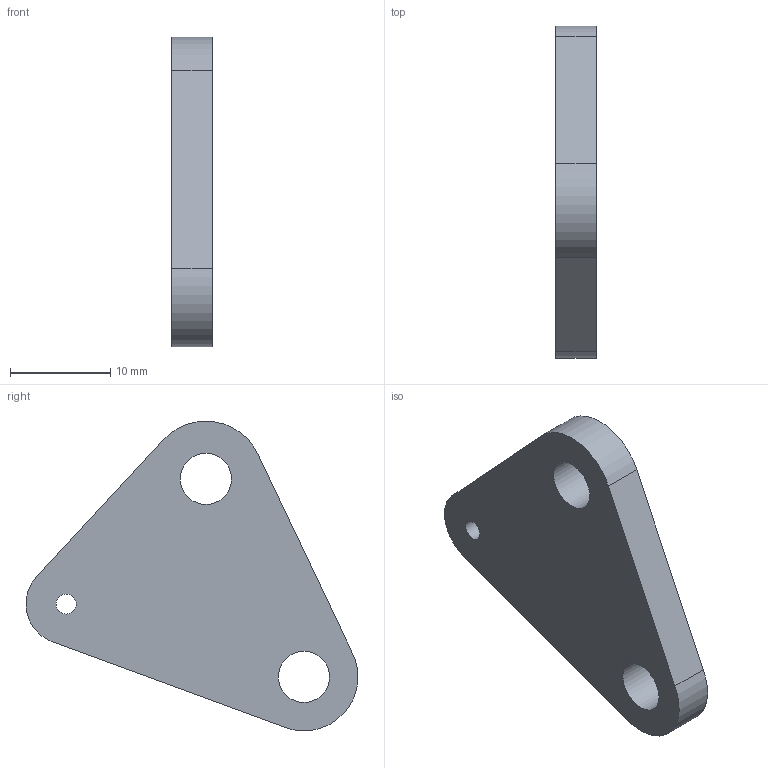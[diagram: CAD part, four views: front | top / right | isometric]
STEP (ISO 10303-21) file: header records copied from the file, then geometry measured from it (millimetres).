
FILE_DESCRIPTION(/* description */ (''),/* implementation_level */ '2;1');
FILE_NAME(/* name */ 'Kauri modular camera mount HDzero micro v1.stp',/* time_stamp */ '2022-05-06T10:51:34-06:00',/* author */ ('Steven'),/* organization */ (''),/* preprocessor_version */ 'ST-DEVELOPER v18',/* originating_system */ 'Autodesk Inventor 2020',/* authorisation */ '');
FILE_SCHEMA (('AUTOMOTIVE_DESIGN { 1 0 10303 214 3 1 1 }'));
Length unit declared in the file: millimetre
Products named in the file (1): Kauri modular camera mount HDzero micro v1
Bounding box: 4 x 33.04 x 30.83 mm (x, y, z)
Volume: 2226.4 mm3; surface area: 1690.3 mm2
Topology: 1 solids, 1 shells, 13 faces, 41 edges, 38 vertices
Faces by surface type: cylinder 7, plane 6
Full cylindrical faces by diameter (mm): 2 x1, 5 x1, 5.1 x2
Entity records: 511 total; most frequent: CARTESIAN_POINT 87, DIRECTION 86, ORIENTED_EDGE 64, AXIS2_PLACEMENT_3D 35, EDGE_CURVE 32, VERTEX_POINT 22, CIRCLE 21, EDGE_LOOP 20
